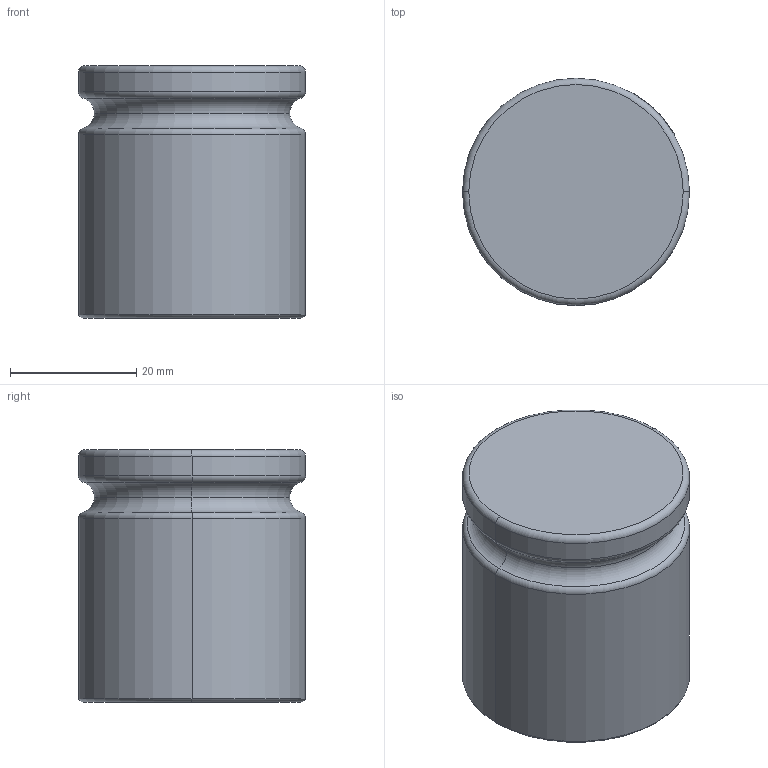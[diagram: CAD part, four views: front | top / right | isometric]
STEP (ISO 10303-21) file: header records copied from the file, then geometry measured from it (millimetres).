
FILE_DESCRIPTION (( 'STEP AP214' ), '1' );
FILE_NAME ('capacitor-d35c10.5h40.STEP', '2020-11-13T16:10:17', ( '' ), ( '' ), 'SwSTEP 2.0', 'SolidWorks 2020', '' );
FILE_SCHEMA (( 'AUTOMOTIVE_DESIGN' ));
Length unit declared in the file: millimetre
Products named in the file (1): capacitor-d35c10.5h40
Bounding box: 36 x 36 x 40 mm (x, y, z)
Volume: 39261.9 mm3; surface area: 6770.2 mm2
Topology: 1 solids, 1 shells, 60 faces, 150 edges, 93 vertices
Faces by surface type: plane 41, torus 12, cylinder 7
Entity records: 2461 total; most frequent: CARTESIAN_POINT 328, DIRECTION 322, ORIENTED_EDGE 300, EDGE_CURVE 150, AXIS2_PLACEMENT_3D 119, VERTEX_POINT 93, VECTOR 84, LINE 84
